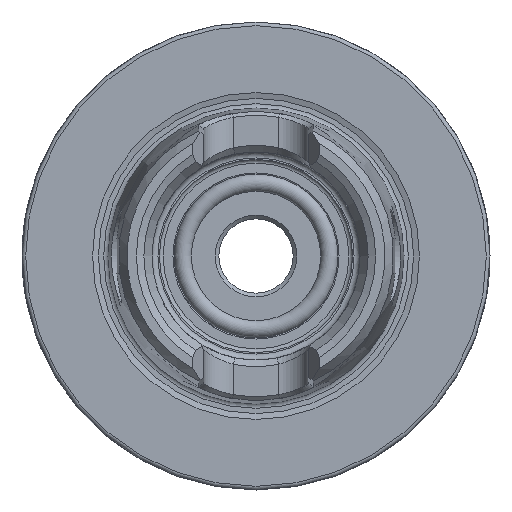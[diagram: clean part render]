
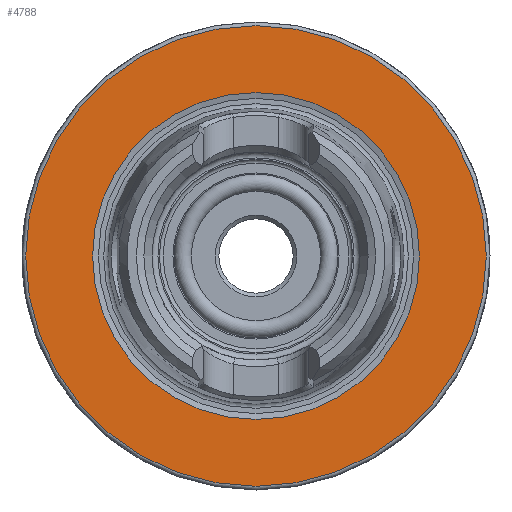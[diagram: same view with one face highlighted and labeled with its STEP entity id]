
A CAD part, left-side view. The second image highlights one B-rep face of the part: STEP entity #4788.
In plain terms, the highlighted planar face has unit normal (-1, 0, 0).
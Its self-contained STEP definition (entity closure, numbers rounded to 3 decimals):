
#4754=CARTESIAN_POINT('',(0.0,22.,0.0));
#4755=VERTEX_POINT('',#4754);
#4756=CARTESIAN_POINT('',(0.0,0.,0.0));
#4757=DIRECTION('',(1.0,0.0,0.0));
#4758=DIRECTION('',(0.0,1.0,0.0));
#4759=AXIS2_PLACEMENT_3D('',#4756,#4757,#4758);
#4760=CIRCLE('',#4759,22.);
#4761=EDGE_CURVE('',#4755,#4755,#4760,.T.);
#4769=CARTESIAN_POINT('',(0.0,26.5,0.0));
#4770=DIRECTION('',(-1.0,0.0,0.0));
#4771=DIRECTION('',(0.0,0.0,1.0));
#4772=AXIS2_PLACEMENT_3D('',#4769,#4770,#4771);
#4773=PLANE('',#4772);
#4774=CARTESIAN_POINT('',(0.0,31.,0.0));
#4775=VERTEX_POINT('',#4774);
#4776=CARTESIAN_POINT('',(0.0,0.,0.0));
#4777=DIRECTION('',(1.0,0.0,0.0));
#4778=DIRECTION('',(0.0,1.0,0.0));
#4779=AXIS2_PLACEMENT_3D('',#4776,#4777,#4778);
#4780=CIRCLE('',#4779,31.);
#4781=EDGE_CURVE('',#4775,#4775,#4780,.T.);
#4782=ORIENTED_EDGE('',*,*,#4781,.F.);
#4783=EDGE_LOOP('',(#4782));
#4784=FACE_OUTER_BOUND('',#4783,.T.);
#4785=ORIENTED_EDGE('',*,*,#4761,.T.);
#4786=EDGE_LOOP('',(#4785));
#4787=FACE_BOUND('',#4786,.T.);
#4788=ADVANCED_FACE('',(#4784,#4787),#4773,.T.);
